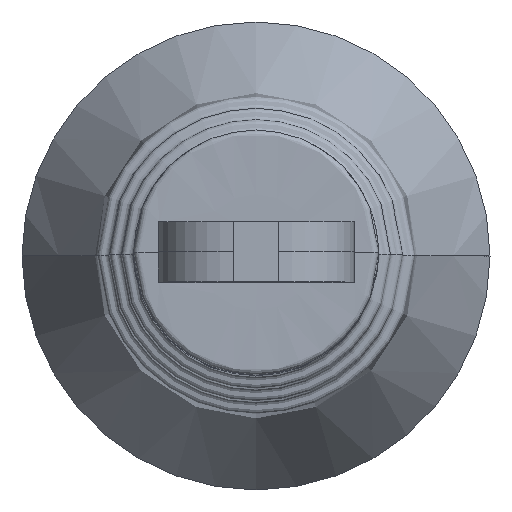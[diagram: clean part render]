
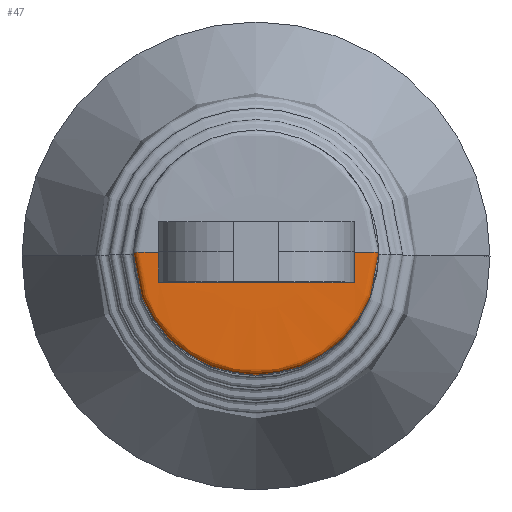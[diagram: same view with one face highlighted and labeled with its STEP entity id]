
A CAD part, top view. The second image highlights one B-rep face of the part: STEP entity #47.
In plain terms, the highlighted free-form (B-spline) face has degree [2, 2] with [11, 5] control points.
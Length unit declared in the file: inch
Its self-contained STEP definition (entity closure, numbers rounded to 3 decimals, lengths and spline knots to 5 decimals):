
#47=ADVANCED_FACE('',(#81),#546,.T.);
#81=FACE_OUTER_BOUND('',#119,.T.);
#119=EDGE_LOOP('',(#272,#273,#274,#275,#276,#277));
#272=ORIENTED_EDGE('',*,*,#369,.T.);
#273=ORIENTED_EDGE('',*,*,#371,.T.);
#274=ORIENTED_EDGE('',*,*,#340,.F.);
#275=ORIENTED_EDGE('',*,*,#345,.T.);
#276=ORIENTED_EDGE('',*,*,#351,.F.);
#277=ORIENTED_EDGE('',*,*,#294,.T.);
#294=EDGE_CURVE('',#491,#538,#456,.T.);
#340=EDGE_CURVE('',#525,#524,#395,.T.);
#345=EDGE_CURVE('',#525,#493,#476,.T.);
#351=EDGE_CURVE('',#491,#493,#482,.T.);
#369=EDGE_CURVE('',#538,#539,#399,.T.);
#371=EDGE_CURVE('',#539,#524,#426,.T.);
#395=(
BOUNDED_CURVE()
B_SPLINE_CURVE(2,(#1555,#1556,#1557,#1558,#1559,#1560,#1561,#1562,#1563,
#1564,#1565),.UNSPECIFIED.,.F.,.F.)
B_SPLINE_CURVE_WITH_KNOTS((3,2,2,2,2,3),(0.04077,0.04827,
0.05219,0.07844,0.08237,0.08987),
 .UNSPECIFIED.)
CURVE()
GEOMETRIC_REPRESENTATION_ITEM()
RATIONAL_B_SPLINE_CURVE((1.,1.,1.,0.707,1.,1.,1.,0.707,
1.,1.,1.))
REPRESENTATION_ITEM('')
);
#399=(
BOUNDED_CURVE()
B_SPLINE_CURVE(2,(#1634,#1635,#1636,#1637,#1638,#1639,#1640,#1641,#1642,
#1643,#1644),.UNSPECIFIED.,.F.,.F.)
B_SPLINE_CURVE_WITH_KNOTS((3,2,2,2,2,3),(0.04002,0.04827,
0.05219,0.07844,0.08237,0.08987),
 .UNSPECIFIED.)
CURVE()
GEOMETRIC_REPRESENTATION_ITEM()
RATIONAL_B_SPLINE_CURVE((1.,1.,1.,0.707,1.,1.,1.,0.707,
1.,1.,1.))
REPRESENTATION_ITEM('')
);
#426=TRIMMED_CURVE($,#452,(#1648),(#1649),.T.,.CARTESIAN.);
#452=CIRCLE('',#718,0.04077);
#456=B_SPLINE_CURVE_WITH_KNOTS('',1,(#1399,#1400),.UNSPECIFIED.,.F.,.F.,
(2,2),(-0.0625,-0.03125),.UNSPECIFIED.);
#476=B_SPLINE_CURVE_WITH_KNOTS('',1,(#1574,#1575),.UNSPECIFIED.,.F.,.F.,
(2,2),(0.03125,0.0625),.UNSPECIFIED.);
#482=B_SPLINE_CURVE_WITH_KNOTS('',1,(#1588,#1589,#1590,#1591),
 .UNSPECIFIED.,.F.,.F.,(2,1,1,2),(0.0625,0.07797,0.10953,
0.125),.UNSPECIFIED.);
#491=VERTEX_POINT('',#1347);
#493=VERTEX_POINT('',#1349);
#524=VERTEX_POINT('',#1380);
#525=VERTEX_POINT('',#1381);
#538=VERTEX_POINT('',#1394);
#539=VERTEX_POINT('',#1395);
#546=(
BOUNDED_SURFACE()
B_SPLINE_SURFACE(2,2,((#1089,#1090,#1091,#1092,#1093),(#1094,#1095,#1096,
#1097,#1098),(#1099,#1100,#1101,#1102,#1103),(#1104,#1105,#1106,#1107,#1108),
(#1109,#1110,#1111,#1112,#1113),(#1114,#1115,#1116,#1117,#1118),(#1119,
#1120,#1121,#1122,#1123),(#1124,#1125,#1126,#1127,#1128),(#1129,#1130,#1131,
#1132,#1133),(#1134,#1135,#1136,#1137,#1138),(#1139,#1140,#1141,#1142,#1143)),
 .UNSPECIFIED.,.F.,.F.,.F.)
B_SPLINE_SURFACE_WITH_KNOTS((3,2,2,2,2,3),(3,2,3),(0.,0.04827,
0.05219,0.07844,0.08237,0.08987),
(0.30021,0.45031,0.60041),.UNSPECIFIED.)
GEOMETRIC_REPRESENTATION_ITEM()
RATIONAL_B_SPLINE_SURFACE(((1.,0.707,1.,0.707,1.),
(1.,0.707,1.,0.707,1.),(1.,0.707,1.,
0.707,1.),(0.707,0.5,0.707,
0.5,0.707),(1.,0.707,1.,0.707,
1.),(1.,0.707,1.,0.707,1.),(1.,0.707,
1.,0.707,1.),(0.707,0.5,0.707,0.5,0.707),
(1.,0.707,1.,0.707,1.),(1.,0.707,1.,
0.707,1.),(1.,0.707,1.,0.707,1.)))
REPRESENTATION_ITEM('')
SURFACE()
);
#718=AXIS2_PLACEMENT_3D($,#1647,#797,#798);
#797=DIRECTION('',(0.,0.,1.));
#798=DIRECTION('',(-1.,0.,0.));
#1089=CARTESIAN_POINT('',(0.,0.,0.86671));
#1090=CARTESIAN_POINT('',(0.,0.,0.86671));
#1091=CARTESIAN_POINT('',(0.,0.,0.86671));
#1092=CARTESIAN_POINT('',(0.,0.,0.86671));
#1093=CARTESIAN_POINT('',(0.,0.,0.86671));
#1094=CARTESIAN_POINT('',(-0.02413,0.,0.86671));
#1095=CARTESIAN_POINT('',(-0.02413,-0.02413,0.86671));
#1096=CARTESIAN_POINT('',(0.,-0.02413,0.86671));
#1097=CARTESIAN_POINT('',(0.02413,-0.02413,0.86671));
#1098=CARTESIAN_POINT('',(0.02413,0.,0.86671));
#1099=CARTESIAN_POINT('',(-0.04827,0.,0.86671));
#1100=CARTESIAN_POINT('',(-0.04827,-0.04827,0.86671));
#1101=CARTESIAN_POINT('',(0.,-0.04827,0.86671));
#1102=CARTESIAN_POINT('',(0.04827,-0.04827,0.86671));
#1103=CARTESIAN_POINT('',(0.04827,0.,0.86671));
#1104=CARTESIAN_POINT('',(-0.05077,0.,0.86671));
#1105=CARTESIAN_POINT('',(-0.05077,-0.05077,0.86671));
#1106=CARTESIAN_POINT('',(0.,-0.05077,0.86671));
#1107=CARTESIAN_POINT('',(0.05077,-0.05077,0.86671));
#1108=CARTESIAN_POINT('',(0.05077,0.,0.86671));
#1109=CARTESIAN_POINT('',(-0.05077,0.,0.86421));
#1110=CARTESIAN_POINT('',(-0.05077,-0.05077,0.86421));
#1111=CARTESIAN_POINT('',(0.,-0.05077,0.86421));
#1112=CARTESIAN_POINT('',(0.05077,-0.05077,0.86421));
#1113=CARTESIAN_POINT('',(0.05077,0.,0.86421));
#1114=CARTESIAN_POINT('',(-0.05077,0.,0.85108));
#1115=CARTESIAN_POINT('',(-0.05077,-0.05077,0.85108));
#1116=CARTESIAN_POINT('',(0.,-0.05077,0.85108));
#1117=CARTESIAN_POINT('',(0.05077,-0.05077,0.85108));
#1118=CARTESIAN_POINT('',(0.05077,0.,0.85108));
#1119=CARTESIAN_POINT('',(-0.05077,0.,0.83796));
#1120=CARTESIAN_POINT('',(-0.05077,-0.05077,0.83796));
#1121=CARTESIAN_POINT('',(0.,-0.05077,0.83796));
#1122=CARTESIAN_POINT('',(0.05077,-0.05077,0.83796));
#1123=CARTESIAN_POINT('',(0.05077,0.,0.83796));
#1124=CARTESIAN_POINT('',(-0.05077,0.,0.83546));
#1125=CARTESIAN_POINT('',(-0.05077,-0.05077,0.83546));
#1126=CARTESIAN_POINT('',(0.,-0.05077,0.83546));
#1127=CARTESIAN_POINT('',(0.05077,-0.05077,0.83546));
#1128=CARTESIAN_POINT('',(0.05077,0.,0.83546));
#1129=CARTESIAN_POINT('',(-0.04827,0.,0.83546));
#1130=CARTESIAN_POINT('',(-0.04827,-0.04827,0.83546));
#1131=CARTESIAN_POINT('',(0.,-0.04827,0.83546));
#1132=CARTESIAN_POINT('',(0.04827,-0.04827,0.83546));
#1133=CARTESIAN_POINT('',(0.04827,0.,0.83546));
#1134=CARTESIAN_POINT('',(-0.04452,0.,0.83546));
#1135=CARTESIAN_POINT('',(-0.04452,-0.04452,0.83546));
#1136=CARTESIAN_POINT('',(0.,-0.04452,0.83546));
#1137=CARTESIAN_POINT('',(0.04452,-0.04452,0.83546));
#1138=CARTESIAN_POINT('',(0.04452,0.,0.83546));
#1139=CARTESIAN_POINT('',(-0.04077,0.,0.83546));
#1140=CARTESIAN_POINT('',(-0.04077,-0.04077,0.83546));
#1141=CARTESIAN_POINT('',(0.,-0.04077,0.83546));
#1142=CARTESIAN_POINT('',(0.04077,-0.04077,0.83546));
#1143=CARTESIAN_POINT('',(0.04077,0.,0.83546));
#1347=CARTESIAN_POINT('',(-0.04002,-0.0125,0.86671));
#1349=CARTESIAN_POINT('',(0.04077,-0.0125,0.86663));
#1380=CARTESIAN_POINT('',(0.04077,0.,0.83546));
#1381=CARTESIAN_POINT('',(0.04077,0.,0.86667));
#1394=CARTESIAN_POINT('',(-0.04002,0.,0.86671));
#1395=CARTESIAN_POINT('',(-0.04077,0.,0.83546));
#1399=CARTESIAN_POINT('',(-0.04002,-0.0125,0.86671));
#1400=CARTESIAN_POINT('',(-0.04002,0.,0.86671));
#1555=CARTESIAN_POINT('',(0.04077,0.,0.86667));
#1556=CARTESIAN_POINT('',(0.04452,0.,0.86667));
#1557=CARTESIAN_POINT('',(0.04827,0.,0.86667));
#1558=CARTESIAN_POINT('',(0.05077,0.,0.86667));
#1559=CARTESIAN_POINT('',(0.05077,0.,0.86417));
#1560=CARTESIAN_POINT('',(0.05077,0.,0.85106));
#1561=CARTESIAN_POINT('',(0.05077,0.,0.83795));
#1562=CARTESIAN_POINT('',(0.05077,0.,0.83546));
#1563=CARTESIAN_POINT('',(0.04827,0.,0.83546));
#1564=CARTESIAN_POINT('',(0.04452,0.,0.83546));
#1565=CARTESIAN_POINT('',(0.04077,0.,0.83546));
#1574=CARTESIAN_POINT('',(0.04077,0.,0.86667));
#1575=CARTESIAN_POINT('',(0.04077,-0.0125,0.86663));
#1588=CARTESIAN_POINT('',(-0.04002,-0.0125,0.86671));
#1589=CARTESIAN_POINT('',(-0.02002,-0.0125,0.86664));
#1590=CARTESIAN_POINT('',(0.02077,-0.0125,0.86668));
#1591=CARTESIAN_POINT('',(0.04077,-0.0125,0.86663));
#1634=CARTESIAN_POINT('',(-0.04002,0.,0.86671));
#1635=CARTESIAN_POINT('',(-0.04414,0.,0.86671));
#1636=CARTESIAN_POINT('',(-0.04827,0.,0.86671));
#1637=CARTESIAN_POINT('',(-0.05077,0.,0.86671));
#1638=CARTESIAN_POINT('',(-0.05077,0.,0.86421));
#1639=CARTESIAN_POINT('',(-0.05077,0.,0.85108));
#1640=CARTESIAN_POINT('',(-0.05077,0.,0.83796));
#1641=CARTESIAN_POINT('',(-0.05077,0.,0.83546));
#1642=CARTESIAN_POINT('',(-0.04827,0.,0.83546));
#1643=CARTESIAN_POINT('',(-0.04452,0.,0.83546));
#1644=CARTESIAN_POINT('',(-0.04077,0.,0.83546));
#1647=CARTESIAN_POINT('',(0.,0.,0.83546));
#1648=CARTESIAN_POINT('',(-0.04077,0.,0.83546));
#1649=CARTESIAN_POINT('',(0.04077,0.,0.83546));
